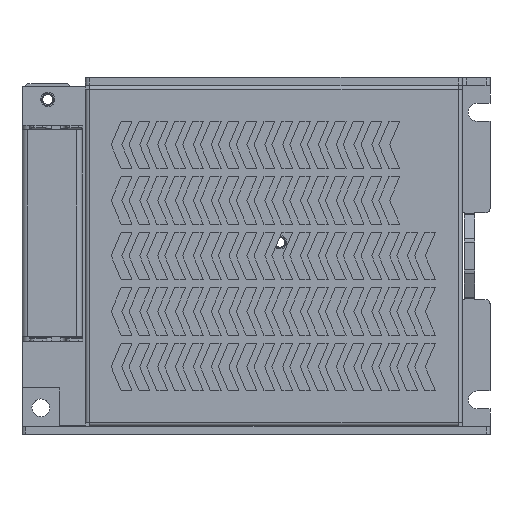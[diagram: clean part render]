
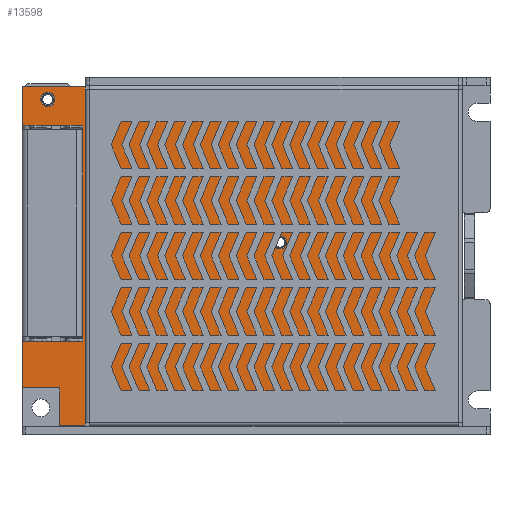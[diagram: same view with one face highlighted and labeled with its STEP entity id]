
A CAD part, top view. The second image highlights one B-rep face of the part: STEP entity #13598.
In plain terms, the highlighted planar face has unit normal (0, 0, 1).
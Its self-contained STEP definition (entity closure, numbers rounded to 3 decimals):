
#6978=LINE('',#63010,#10020);
#6979=LINE('',#63013,#10021);
#6980=LINE('',#63015,#10022);
#6981=LINE('',#63017,#10023);
#6982=LINE('',#63019,#10024);
#6983=LINE('',#63021,#10025);
#6984=LINE('',#63023,#10026);
#6985=LINE('',#63025,#10027);
#6986=LINE('',#63027,#10028);
#6987=LINE('',#63029,#10029);
#10020=VECTOR('',#47268,1.);
#10021=VECTOR('',#47269,1.);
#10022=VECTOR('',#47270,1.);
#10023=VECTOR('',#47271,1.);
#10024=VECTOR('',#47272,1.);
#10025=VECTOR('',#47273,1.);
#10026=VECTOR('',#47274,1.);
#10027=VECTOR('',#47275,1.);
#10028=VECTOR('',#47276,1.);
#10029=VECTOR('',#47277,1.);
#11216=PLANE('',#38944);
#13598=ADVANCED_FACE('',(#14053,#14054,#14055),#11216,.T.);
#14053=FACE_BOUND('',#16244,.T.);
#14054=FACE_BOUND('',#16245,.T.);
#14055=FACE_BOUND('',#16246,.T.);
#16244=EDGE_LOOP('',(#26729,#26730,#26731,#26732,#26733,#26734,#26735,#26736,
#26737,#26738));
#16245=EDGE_LOOP('',(#26739));
#16246=EDGE_LOOP('',(#26740));
#26729=ORIENTED_EDGE('',*,*,#35498,.T.);
#26730=ORIENTED_EDGE('',*,*,#35499,.T.);
#26731=ORIENTED_EDGE('',*,*,#35500,.T.);
#26732=ORIENTED_EDGE('',*,*,#35501,.T.);
#26733=ORIENTED_EDGE('',*,*,#35502,.T.);
#26734=ORIENTED_EDGE('',*,*,#35503,.T.);
#26735=ORIENTED_EDGE('',*,*,#35504,.T.);
#26736=ORIENTED_EDGE('',*,*,#35505,.T.);
#26737=ORIENTED_EDGE('',*,*,#35506,.T.);
#26738=ORIENTED_EDGE('',*,*,#35507,.T.);
#26739=ORIENTED_EDGE('',*,*,#35487,.T.);
#26740=ORIENTED_EDGE('',*,*,#35485,.T.);
#30233=VERTEX_POINT('',#62982);
#30235=VERTEX_POINT('',#62987);
#30246=VERTEX_POINT('',#63011);
#30247=VERTEX_POINT('',#63012);
#30248=VERTEX_POINT('',#63014);
#30249=VERTEX_POINT('',#63016);
#30250=VERTEX_POINT('',#63018);
#30251=VERTEX_POINT('',#63020);
#30252=VERTEX_POINT('',#63022);
#30253=VERTEX_POINT('',#63024);
#30254=VERTEX_POINT('',#63026);
#30255=VERTEX_POINT('',#63028);
#35485=EDGE_CURVE('',#30233,#30233,#36298,.T.);
#35487=EDGE_CURVE('',#30235,#30235,#36300,.T.);
#35498=EDGE_CURVE('',#30246,#30247,#6978,.T.);
#35499=EDGE_CURVE('',#30247,#30248,#6979,.T.);
#35500=EDGE_CURVE('',#30248,#30249,#6980,.T.);
#35501=EDGE_CURVE('',#30249,#30250,#6981,.T.);
#35502=EDGE_CURVE('',#30250,#30251,#6982,.T.);
#35503=EDGE_CURVE('',#30251,#30252,#6983,.T.);
#35504=EDGE_CURVE('',#30252,#30253,#6984,.T.);
#35505=EDGE_CURVE('',#30253,#30254,#6985,.T.);
#35506=EDGE_CURVE('',#30254,#30255,#6986,.T.);
#35507=EDGE_CURVE('',#30255,#30246,#6987,.T.);
#36298=CIRCLE('',#38938,1.8);
#36300=CIRCLE('',#38941,1.7);
#38938=AXIS2_PLACEMENT_3D('',#62981,#47246,#47247);
#38941=AXIS2_PLACEMENT_3D('',#62986,#47252,#47253);
#38944=AXIS2_PLACEMENT_3D('',#63030,#47278,#47279);
#47246=DIRECTION('',(0.,0.,-1.));
#47247=DIRECTION('',(1.,0.,0.));
#47252=DIRECTION('',(0.,0.,-1.));
#47253=DIRECTION('',(1.,0.,0.));
#47268=DIRECTION('',(0.,-1.,0.));
#47269=DIRECTION('',(1.,0.,0.));
#47270=DIRECTION('',(0.,1.,0.));
#47271=DIRECTION('',(-0.832,0.555,0.));
#47272=DIRECTION('',(0.,1.,0.));
#47273=DIRECTION('',(0.832,0.555,0.));
#47274=DIRECTION('',(0.,1.,0.));
#47275=DIRECTION('',(-1.,0.,0.));
#47276=DIRECTION('',(0.,-1.,0.));
#47277=DIRECTION('',(-1.,0.,0.));
#47278=DIRECTION('',(0.,0.,1.));
#47279=DIRECTION('',(1.,0.,0.));
#62981=CARTESIAN_POINT('',(39.5,48.5,1.6));
#62982=CARTESIAN_POINT('',(41.3,48.5,1.6));
#62986=CARTESIAN_POINT('',(3.5,-10.,1.6));
#62987=CARTESIAN_POINT('',(5.2,-10.,1.6));
#63010=CARTESIAN_POINT('',(-42.75,45.5,1.6));
#63011=CARTESIAN_POINT('',(-42.75,45.5,1.6));
#63012=CARTESIAN_POINT('',(-42.75,-55.,1.6));
#63013=CARTESIAN_POINT('',(-42.75,-55.,1.6));
#63014=CARTESIAN_POINT('',(42.75,-55.,1.6));
#63015=CARTESIAN_POINT('',(42.75,-55.,1.6));
#63016=CARTESIAN_POINT('',(42.75,-39.5,1.6));
#63017=CARTESIAN_POINT('',(42.75,-39.5,1.6));
#63018=CARTESIAN_POINT('',(39.75,-37.5,1.6));
#63019=CARTESIAN_POINT('',(39.75,-37.5,1.6));
#63020=CARTESIAN_POINT('',(39.75,3.7,1.6));
#63021=CARTESIAN_POINT('',(39.75,3.7,1.6));
#63022=CARTESIAN_POINT('',(42.75,5.7,1.6));
#63023=CARTESIAN_POINT('',(42.75,5.7,1.6));
#63024=CARTESIAN_POINT('',(42.75,55.,1.6));
#63025=CARTESIAN_POINT('',(42.75,55.,1.6));
#63026=CARTESIAN_POINT('',(-33.25,55.,1.6));
#63027=CARTESIAN_POINT('',(-33.25,55.,1.6));
#63028=CARTESIAN_POINT('',(-33.25,45.5,1.6));
#63029=CARTESIAN_POINT('',(-33.25,45.5,1.6));
#63030=CARTESIAN_POINT('',(0.,0.,1.6));
